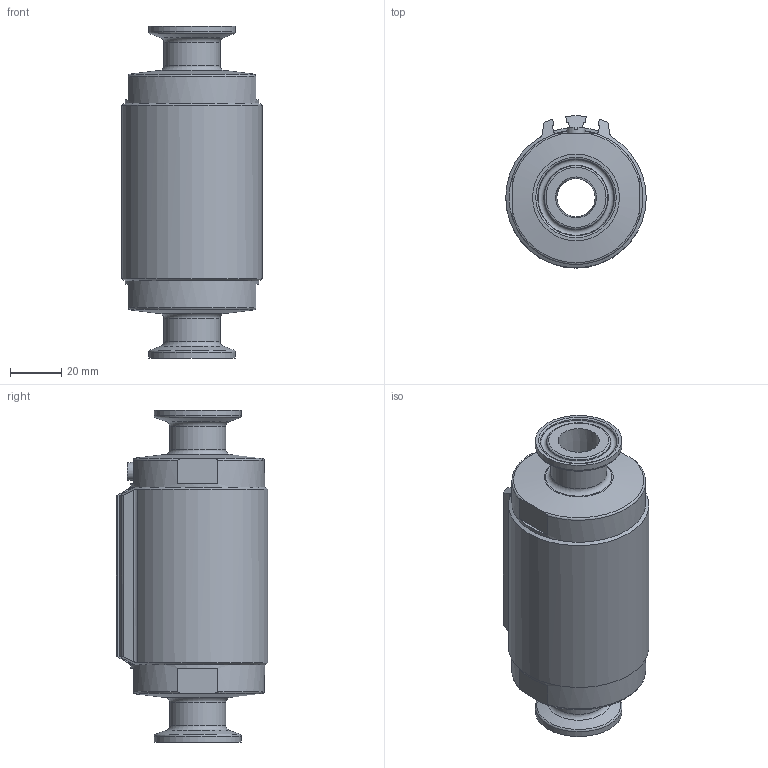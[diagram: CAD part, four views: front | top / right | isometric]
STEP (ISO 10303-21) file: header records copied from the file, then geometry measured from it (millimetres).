
FILE_DESCRIPTION(/* description */ ('STEP AP214'),/* implementation_level */ '2;1');
FILE_NAME(/* name */ '3412425_VZQA-C-M22C-15-S5S5-ALV4E-6-E',/* time_stamp */ '2024-09-18T03:37:37+02:00',/* author */ ('License CC BY-ND 4.0'),/* organization */ ('CADENAS'),/* preprocessor_version */ 'ST-DEVELOPER v19.3',/* originating_system */ 'PARTsolutions',/* authorisation */ ' ');
FILE_SCHEMA (('AUTOMOTIVE_DESIGN {1 0 10303 214 3 1 1}'));
Length unit declared in the file: millimetre
Products named in the file (4): 3412425 VZQA-C-M22C-15-S5S5-ALV4E-6-E; 8039224 VZQA-C-M22C-15-AL-E; 2360120 VZQA-C-M22C-15-S5-V4; 2888936 VZQA-M22C
Assembly tree (4 placements, depth 2):
  3412425 VZQA-C-M22C-15-S5S5-ALV4E-6-E
    8039224 VZQA-C-M22C-15-AL-E
    2360120 VZQA-C-M22C-15-S5-V4  x2
    2888936 VZQA-M22C
Bounding box: 55 x 59.48 x 130 mm (x, y, z)
Volume: 214044.1 mm3; surface area: 44116 mm2
Topology: 4 solids, 4 shells, 137 faces, 332 edges, 214 vertices
Faces by surface type: plane 57, cylinder 45, torus 21, cone 14
Full cylindrical faces by diameter (mm): 4.134 x2, 5 x1, 7 x1, 15 x1, 22 x2, 34 x2, 49.9 x2, 50 x2, 52.4 x2
Entity records: 3171 total; most frequent: CARTESIAN_POINT 781, ORIENTED_EDGE 462, DIRECTION 439, EDGE_CURVE 231, AXIS2_PLACEMENT_3D 179, VERTEX_POINT 166, EDGE_LOOP 143, FACE_BOUND 143
